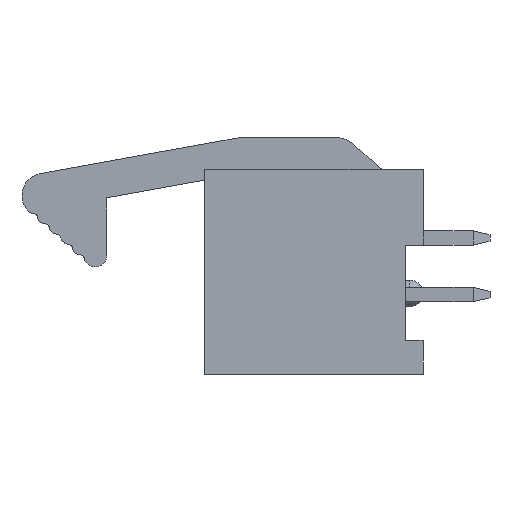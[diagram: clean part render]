
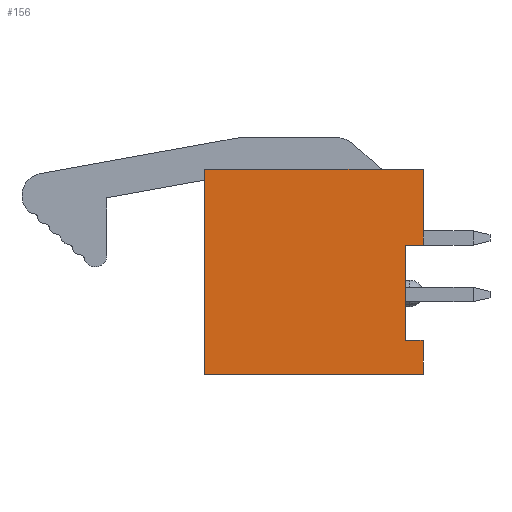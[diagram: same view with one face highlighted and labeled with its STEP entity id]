
A CAD part, left-side view. The second image highlights one B-rep face of the part: STEP entity #156.
In plain terms, the highlighted planar face has unit normal (-1, 0, 0).
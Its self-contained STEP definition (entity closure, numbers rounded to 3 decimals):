
#37=CARTESIAN_POINT('',(-19.05,-4.9,-4.6));
#38=VERTEX_POINT('',#37);
#45=CARTESIAN_POINT('',(-19.05,4.9,-4.6));
#46=VERTEX_POINT('',#45);
#47=CARTESIAN_POINT('',(-19.05,-4.9,-4.6));
#48=DIRECTION('',(0.,1.,0.));
#49=VECTOR('',#48,9.8);
#50=LINE('',#47,#49);
#51=EDGE_CURVE('',#38,#46,#50,.T.);
#75=CARTESIAN_POINT('',(-19.05,-4.9,-3.08));
#76=VERTEX_POINT('',#75);
#77=CARTESIAN_POINT('',(-19.05,-4.9,-3.08));
#78=DIRECTION('',(0.,0.,-1.));
#79=VECTOR('',#78,1.52);
#80=LINE('',#77,#79);
#81=EDGE_CURVE('',#76,#38,#80,.T.);
#101=CARTESIAN_POINT('',(-19.05,4.9,-4.6));
#102=DIRECTION('',(0.,-1.,0.));
#103=DIRECTION('',(-1.,0.,0.));
#104=AXIS2_PLACEMENT_3D('',#101,#103,#102);
#105=PLANE('',#104);
#106=CARTESIAN_POINT('',(-19.05,-4.1,1.2));
#107=VERTEX_POINT('',#106);
#108=CARTESIAN_POINT('',(-19.05,-4.9,1.2));
#109=VERTEX_POINT('',#108);
#110=CARTESIAN_POINT('',(-19.05,-4.1,1.2));
#111=DIRECTION('',(0.,-1.,0.));
#112=VECTOR('',#111,0.8);
#113=LINE('',#110,#112);
#114=EDGE_CURVE('',#107,#109,#113,.T.);
#115=ORIENTED_EDGE('',*,*,#114,.T.);
#116=CARTESIAN_POINT('',(-19.05,-4.9,4.6));
#117=VERTEX_POINT('',#116);
#118=CARTESIAN_POINT('',(-19.05,-4.9,1.2));
#119=DIRECTION('',(0.,0.,1.));
#120=VECTOR('',#119,3.4);
#121=LINE('',#118,#120);
#122=EDGE_CURVE('',#109,#117,#121,.T.);
#123=ORIENTED_EDGE('',*,*,#122,.T.);
#124=CARTESIAN_POINT('',(-19.05,4.9,4.6));
#125=VERTEX_POINT('',#124);
#126=CARTESIAN_POINT('',(-19.05,-4.9,4.6));
#127=DIRECTION('',(0.,1.,0.));
#128=VECTOR('',#127,9.8);
#129=LINE('',#126,#128);
#130=EDGE_CURVE('',#117,#125,#129,.T.);
#131=ORIENTED_EDGE('',*,*,#130,.T.);
#132=CARTESIAN_POINT('',(-19.05,4.9,4.6));
#133=DIRECTION('',(0.,0.,-1.));
#134=VECTOR('',#133,9.2);
#135=LINE('',#132,#134);
#136=EDGE_CURVE('',#125,#46,#135,.T.);
#137=ORIENTED_EDGE('',*,*,#136,.T.);
#138=ORIENTED_EDGE('',*,*,#51,.F.);
#139=ORIENTED_EDGE('',*,*,#81,.F.);
#140=CARTESIAN_POINT('',(-19.05,-4.1,-3.08));
#141=VERTEX_POINT('',#140);
#142=CARTESIAN_POINT('',(-19.05,-4.9,-3.08));
#143=DIRECTION('',(0.,1.,0.));
#144=VECTOR('',#143,0.8);
#145=LINE('',#142,#144);
#146=EDGE_CURVE('',#76,#141,#145,.T.);
#147=ORIENTED_EDGE('',*,*,#146,.T.);
#148=CARTESIAN_POINT('',(-19.05,-4.1,-3.08));
#149=DIRECTION('',(0.,0.,1.));
#150=VECTOR('',#149,4.28);
#151=LINE('',#148,#150);
#152=EDGE_CURVE('',#141,#107,#151,.T.);
#153=ORIENTED_EDGE('',*,*,#152,.T.);
#154=EDGE_LOOP('',(#115,#123,#131,#137,#138,#139,#147,#153));
#155=FACE_OUTER_BOUND('',#154,.T.);
#156=ADVANCED_FACE('',(#155),#105,.T.);
